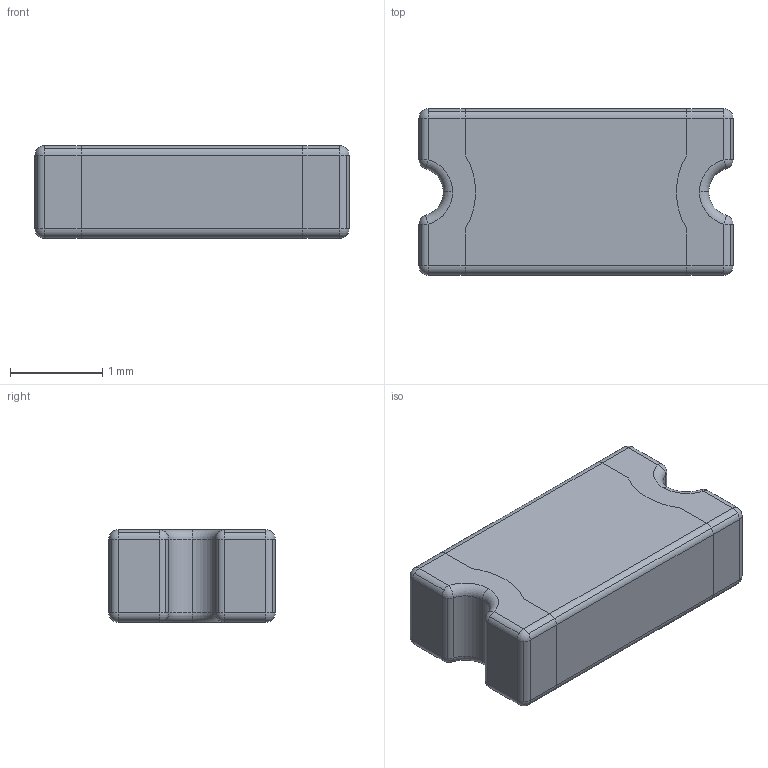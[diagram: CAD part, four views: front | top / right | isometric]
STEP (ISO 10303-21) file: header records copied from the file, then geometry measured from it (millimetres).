
FILE_DESCRIPTION((''),'2;1');
FILE_NAME('FUSRC3216X100N.stp','2009-09-01T10:58:22',(''),(''),'Mechanical Desktop 2006','Mechanical Desktop 2006',', , ');
FILE_SCHEMA(('AUTOMOTIVE_DESIGN { 1 2 10303 214 0 1 1 1 }'));
Length unit declared in the file: millimetre
Products named in the file (1): Product
Bounding box: 3.4 x 1.8 x 1 mm (x, y, z)
Volume: 5.8 mm3; surface area: 28.9 mm2
Topology: 3 solids, 3 shells, 116 faces, 294 edges, 168 vertices
Faces by surface type: cylinder 68, plane 24, sphere 16, torus 8
Entity records: 3432 total; most frequent: DIRECTION 668, CARTESIAN_POINT 563, ORIENTED_EDGE 556, EDGE_CURVE 278, AXIS2_PLACEMENT_3D 273, VERTEX_POINT 168, CIRCLE 156, VECTOR 122
